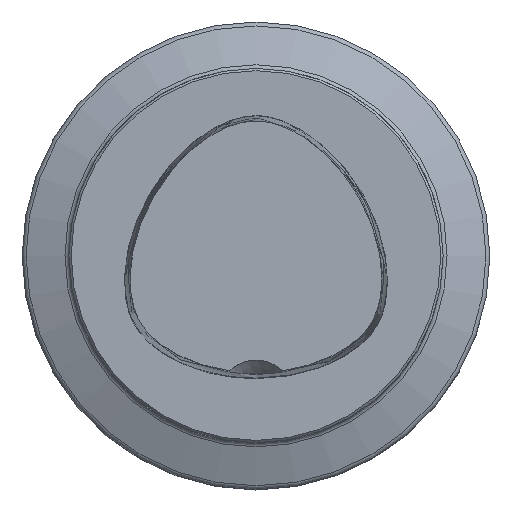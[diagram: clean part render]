
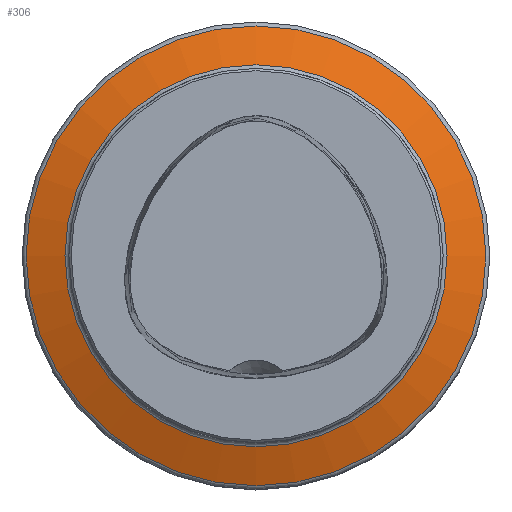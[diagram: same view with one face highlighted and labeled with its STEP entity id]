
A CAD part, top view. The second image highlights one B-rep face of the part: STEP entity #306.
In plain terms, the highlighted conical face has half-angle 70 degrees and reference radius 25 mm.
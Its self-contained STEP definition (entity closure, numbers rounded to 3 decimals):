
#239=CONICAL_SURFACE('',#944,25.,70.);
#306=ADVANCED_FACE('',(#376,#377),#239,.T.);
#376=FACE_BOUND('',#473,.T.);
#377=FACE_BOUND('',#474,.T.);
#473=EDGE_LOOP('',(#649));
#474=EDGE_LOOP('',(#650));
#649=ORIENTED_EDGE('',*,*,#829,.T.);
#650=ORIENTED_EDGE('',*,*,#830,.T.);
#739=VERTEX_POINT('',#2541);
#740=VERTEX_POINT('',#2543);
#829=EDGE_CURVE('',#739,#739,#863,.T.);
#830=EDGE_CURVE('',#740,#740,#864,.T.);
#863=CIRCLE('',#942,25.526);
#864=CIRCLE('',#943,30.724);
#942=AXIS2_PLACEMENT_3D('',#2540,#1128,#1129);
#943=AXIS2_PLACEMENT_3D('',#2542,#1130,#1131);
#944=AXIS2_PLACEMENT_3D('',#2544,#1132,#1133);
#1128=DIRECTION('',(0.,0.,-1.));
#1129=DIRECTION('',(-1.,0.,0.));
#1130=DIRECTION('',(0.,0.,1.));
#1131=DIRECTION('',(1.,0.,0.));
#1132=DIRECTION('',(0.,0.,-1.));
#1133=DIRECTION('',(-1.,0.,0.));
#2540=CARTESIAN_POINT('',(0.,0.,-21.192));
#2541=CARTESIAN_POINT('',(-25.526,0.,-21.192));
#2542=CARTESIAN_POINT('',(0.,0.,-23.083));
#2543=CARTESIAN_POINT('',(30.724,0.,-23.083));
#2544=CARTESIAN_POINT('',(0.,0.,-21.));
